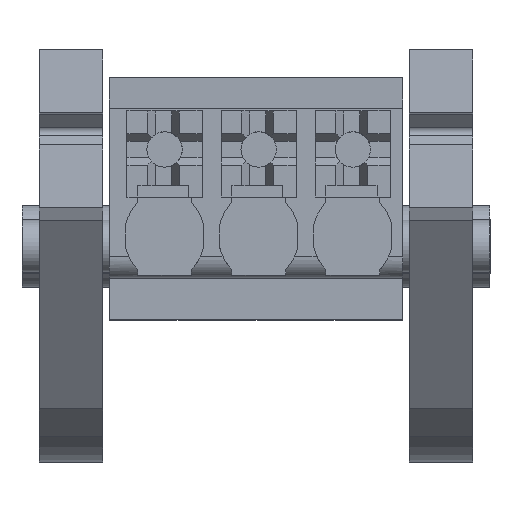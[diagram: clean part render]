
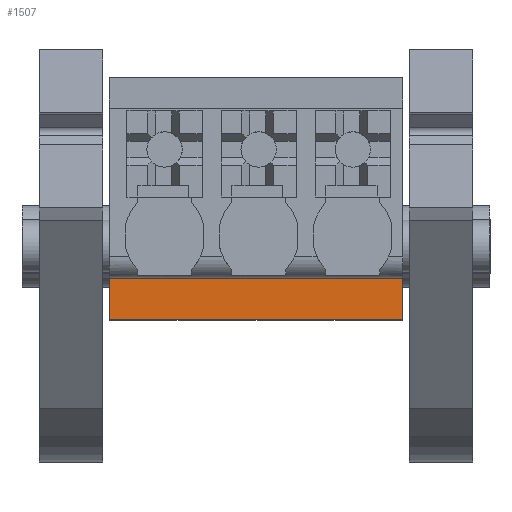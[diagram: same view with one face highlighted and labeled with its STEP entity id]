
A CAD part, top view. The second image highlights one B-rep face of the part: STEP entity #1507.
In plain terms, the highlighted planar face has unit normal (0, 0, 1).
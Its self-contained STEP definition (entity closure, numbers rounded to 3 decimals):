
#1487=AXIS2_PLACEMENT_3D('Plane Axis2P3D',#1484,#1485,#1486) ;
#105=CARTESIAN_POINT('Vertex',(3.25,5.297,20.4)) ;
#108=CARTESIAN_POINT('Line Origine',(3.25,6.06,20.4)) ;
#112=CARTESIAN_POINT('Vertex',(3.25,6.822,20.4)) ;
#1353=CARTESIAN_POINT('Vertex',(14.15,5.297,20.4)) ;
#1356=CARTESIAN_POINT('Line Origine',(8.7,5.297,20.4)) ;
#1484=CARTESIAN_POINT('Axis2P3D Location',(-0.07,6.822,20.4)) ;
#1489=CARTESIAN_POINT('Line Origine',(14.15,6.059,20.4)) ;
#1493=CARTESIAN_POINT('Vertex',(14.15,6.822,20.4)) ;
#1496=CARTESIAN_POINT('Line Origine',(8.7,6.822,20.4)) ;
#109=DIRECTION('Vector Direction',(0.,1.,0.)) ;
#1357=DIRECTION('Vector Direction',(1.,0.,0.)) ;
#1485=DIRECTION('Axis2P3D Direction',(-0.,0.,1.)) ;
#1486=DIRECTION('Axis2P3D XDirection',(0.,-1.,0.)) ;
#1490=DIRECTION('Vector Direction',(0.,-1.,0.)) ;
#1497=DIRECTION('Vector Direction',(-1.,0.,0.)) ;
#110=VECTOR('Line Direction',#109,1.) ;
#1358=VECTOR('Line Direction',#1357,1.) ;
#1491=VECTOR('Line Direction',#1490,1.) ;
#1498=VECTOR('Line Direction',#1497,1.) ;
#1502=ORIENTED_EDGE('',*,*,#1360,.T.) ;
#1503=ORIENTED_EDGE('',*,*,#1495,.F.) ;
#1504=ORIENTED_EDGE('',*,*,#1500,.T.) ;
#1505=ORIENTED_EDGE('',*,*,#114,.T.) ;
#1507=ADVANCED_FACE('HOUSING',(#1506),#1488,.T.) ;
#114=EDGE_CURVE('',#113,#106,#111,.F.) ;
#1360=EDGE_CURVE('',#106,#1354,#1359,.T.) ;
#1495=EDGE_CURVE('',#1494,#1354,#1492,.T.) ;
#1500=EDGE_CURVE('',#1494,#113,#1499,.T.) ;
#1501=EDGE_LOOP('',(#1502,#1503,#1504,#1505)) ;
#1506=FACE_OUTER_BOUND('',#1501,.T.) ;
#111=LINE('Line',#108,#110) ;
#1359=LINE('Line',#1356,#1358) ;
#1492=LINE('Line',#1489,#1491) ;
#1499=LINE('Line',#1496,#1498) ;
#1488=PLANE('',#1487) ;
#106=VERTEX_POINT('',#105) ;
#113=VERTEX_POINT('',#112) ;
#1354=VERTEX_POINT('',#1353) ;
#1494=VERTEX_POINT('',#1493) ;
